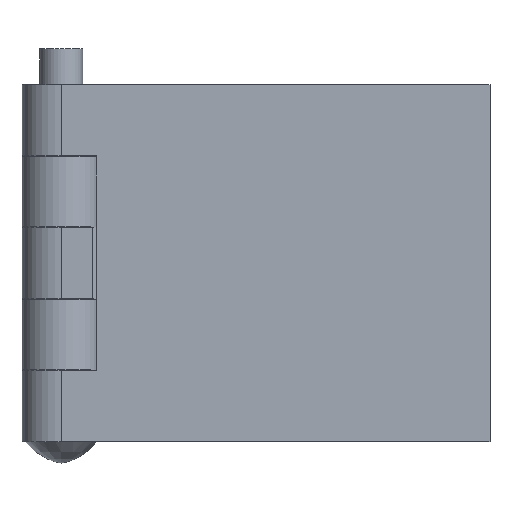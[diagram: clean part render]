
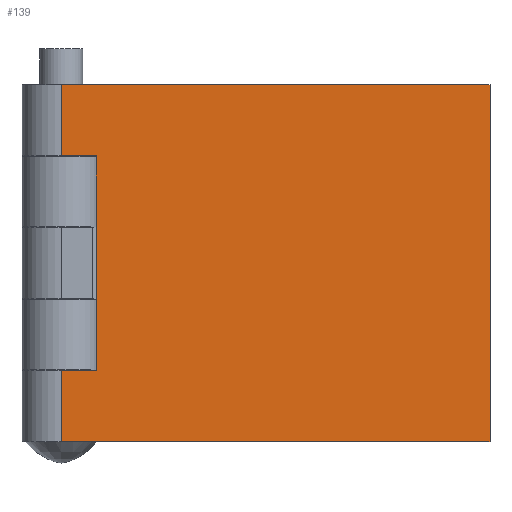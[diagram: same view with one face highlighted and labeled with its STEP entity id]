
A CAD part, front view. The second image highlights one B-rep face of the part: STEP entity #139.
In plain terms, the highlighted planar face has unit normal (0, -1, 0).
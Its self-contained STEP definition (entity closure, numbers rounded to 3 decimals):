
#139 = ADVANCED_FACE( '', ( #288 ), #289, .T. );
#288 = FACE_OUTER_BOUND( '', #468, .T. );
#289 = PLANE( '', #469 );
#468 = EDGE_LOOP( '', ( #805, #806, #807, #808, #809, #810, #811, #812 ) );
#469 = AXIS2_PLACEMENT_3D( '', #813, #814, #815 );
#805 = ORIENTED_EDGE( '', *, *, #854, .F. );
#806 = ORIENTED_EDGE( '', *, *, #888, .F. );
#807 = ORIENTED_EDGE( '', *, *, #884, .F. );
#808 = ORIENTED_EDGE( '', *, *, #975, .T. );
#809 = ORIENTED_EDGE( '', *, *, #962, .T. );
#810 = ORIENTED_EDGE( '', *, *, #986, .F. );
#811 = ORIENTED_EDGE( '', *, *, #901, .T. );
#812 = ORIENTED_EDGE( '', *, *, #970, .T. );
#813 = CARTESIAN_POINT( '', ( 0., -5.5, 15. ) );
#814 = DIRECTION( '', ( 0., -1., 0. ) );
#815 = DIRECTION( '', ( 0., 0., -1. ) );
#854 = EDGE_CURVE( '', #1001, #996, #1003, .T. );
#884 = EDGE_CURVE( '', #1054, #1050, #1056, .T. );
#888 = EDGE_CURVE( '', #1050, #1001, #1061, .T. );
#901 = EDGE_CURVE( '', #1082, #1080, #1083, .T. );
#962 = EDGE_CURVE( '', #1172, #1173, #1174, .T. );
#970 = EDGE_CURVE( '', #1080, #996, #1183, .T. );
#975 = EDGE_CURVE( '', #1054, #1172, #1188, .T. );
#986 = EDGE_CURVE( '', #1082, #1173, #1199, .T. );
#996 = VERTEX_POINT( '', #1209 );
#1001 = VERTEX_POINT( '', #1216 );
#1003 = LINE( '', #1219, #1220 );
#1050 = VERTEX_POINT( '', #1281 );
#1054 = VERTEX_POINT( '', #1286 );
#1056 = LINE( '', #1288, #1289 );
#1061 = LINE( '', #1295, #1296 );
#1080 = VERTEX_POINT( '', #1318 );
#1082 = VERTEX_POINT( '', #1320 );
#1083 = LINE( '', #1321, #1322 );
#1172 = VERTEX_POINT( '', #1444 );
#1173 = VERTEX_POINT( '', #1445 );
#1174 = LINE( '', #1446, #1447 );
#1183 = LINE( '', #1461, #1462 );
#1188 = LINE( '', #1467, #1468 );
#1199 = LINE( '', #1481, #1482 );
#1209 = CARTESIAN_POINT( '', ( 60., -5.5, -25. ) );
#1216 = CARTESIAN_POINT( '', ( 60., -5.5, 25. ) );
#1219 = CARTESIAN_POINT( '', ( 60., -5.5, 25. ) );
#1220 = VECTOR( '', #1495, 1000. );
#1281 = CARTESIAN_POINT( '', ( 0., -5.5, 25. ) );
#1286 = CARTESIAN_POINT( '', ( 0., -5.5, 15. ) );
#1288 = CARTESIAN_POINT( '', ( 0., -5.5, 15. ) );
#1289 = VECTOR( '', #1535, 1000. );
#1295 = CARTESIAN_POINT( '', ( 0., -5.5, 25. ) );
#1296 = VECTOR( '', #1540, 1000. );
#1318 = CARTESIAN_POINT( '', ( 0., -5.5, -25. ) );
#1320 = CARTESIAN_POINT( '', ( 0., -5.5, -15. ) );
#1321 = CARTESIAN_POINT( '', ( 0., -5.5, -15. ) );
#1322 = VECTOR( '', #1559, 1000. );
#1444 = CARTESIAN_POINT( '', ( 4.907, -5.5, 15. ) );
#1445 = CARTESIAN_POINT( '', ( 4.907, -5.5, -15. ) );
#1446 = CARTESIAN_POINT( '', ( 4.907, -5.5, 25. ) );
#1447 = VECTOR( '', #1626, 1000. );
#1461 = CARTESIAN_POINT( '', ( 0., -5.5, -25. ) );
#1462 = VECTOR( '', #1632, 1000. );
#1467 = CARTESIAN_POINT( '', ( 0., -5.5, 15. ) );
#1468 = VECTOR( '', #1639, 1000. );
#1481 = CARTESIAN_POINT( '', ( 0., -5.5, -15. ) );
#1482 = VECTOR( '', #1648, 1000. );
#1495 = DIRECTION( '', ( 0., 0., -1. ) );
#1535 = DIRECTION( '', ( 0., 0., 1. ) );
#1540 = DIRECTION( '', ( 1., 0., 0. ) );
#1559 = DIRECTION( '', ( 0., 0., -1. ) );
#1626 = DIRECTION( '', ( 0., 0., -1. ) );
#1632 = DIRECTION( '', ( 1., 0., 0. ) );
#1639 = DIRECTION( '', ( 1., 0., 0. ) );
#1648 = DIRECTION( '', ( 1., 0., 0. ) );
